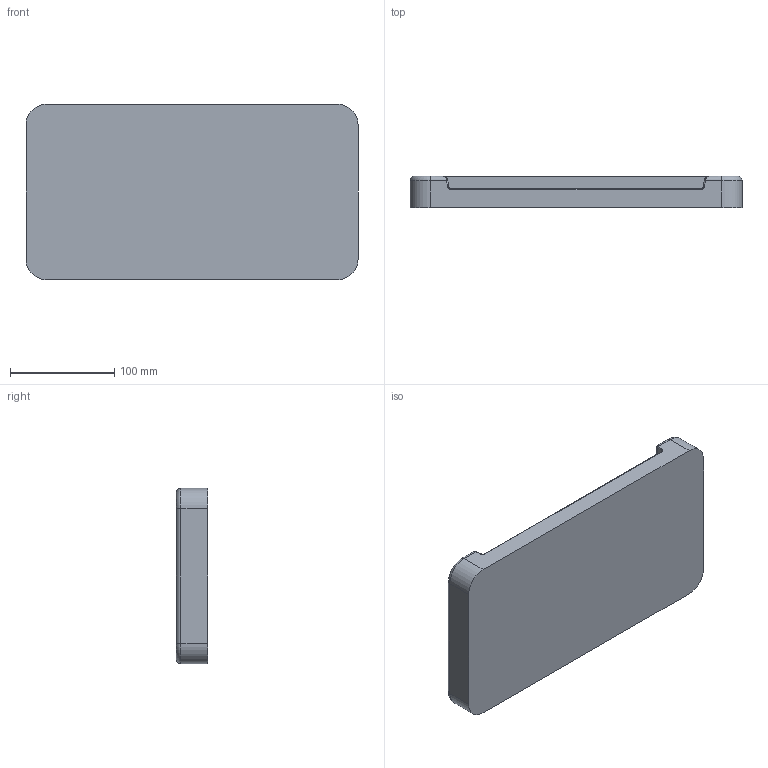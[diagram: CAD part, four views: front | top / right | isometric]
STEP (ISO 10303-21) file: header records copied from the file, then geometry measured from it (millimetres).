
FILE_DESCRIPTION((''),'2;1');
FILE_NAME('PRT101TUMO','2017-10-13T',('Administrator'),(''),'PRO/ENGINEER BY PARAMETRIC TECHNOLOGY CORPORATION, 2008380','PRO/ENGINEER BY PARAMETRIC TECHNOLOGY CORPORATION, 2008380','');
FILE_SCHEMA(('CONFIG_CONTROL_DESIGN'));
Length unit declared in the file: millimetre
Products named in the file (1): PRT101TUMO
Bounding box: 318 x 30 x 168 mm (x, y, z)
Volume: 1428143.6 mm3; surface area: 133838 mm2
Topology: 1 solids, 1 shells, 36 faces, 84 edges, 50 vertices
Faces by surface type: cylinder 16, plane 10, torus 6, bspline 4
Entity records: 1201 total; most frequent: CARTESIAN_POINT 345, DIRECTION 176, ORIENTED_EDGE 168, EDGE_CURVE 84, AXIS2_PLACEMENT_3D 68, VERTEX_POINT 50, VECTOR 40, LINE 40
